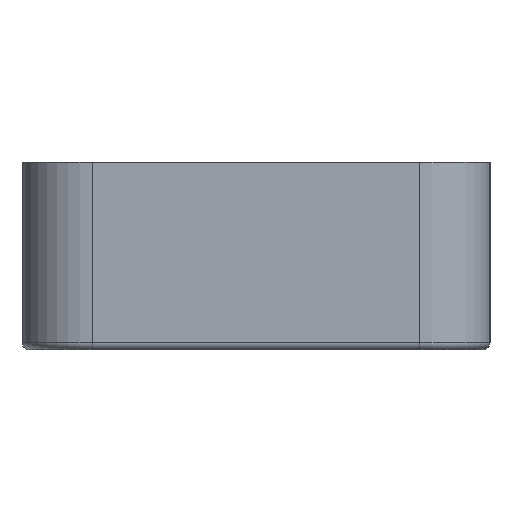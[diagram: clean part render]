
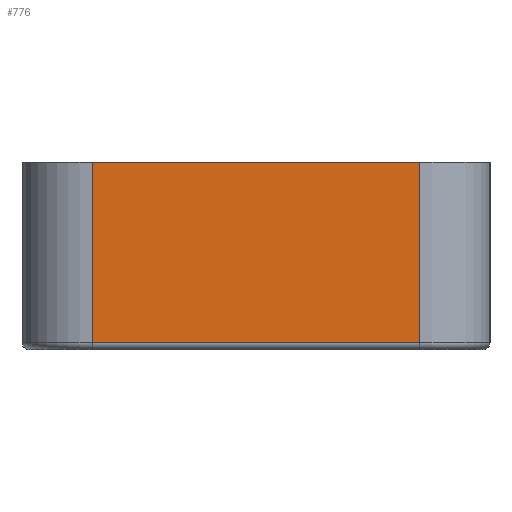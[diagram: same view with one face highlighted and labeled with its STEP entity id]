
A CAD part, left-side view. The second image highlights one B-rep face of the part: STEP entity #776.
In plain terms, the highlighted planar face has unit normal (-1, 0, 0).
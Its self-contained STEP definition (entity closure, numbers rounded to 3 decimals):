
#347 = CARTESIAN_POINT ( 'NONE',  ( -41.5, 17., 0.3 ) ) ;
#421 = LINE ( 'NONE', #3064, #2310 ) ;
#495 = CARTESIAN_POINT ( 'NONE',  ( -41.5, 17., 8. ) ) ;
#529 = VERTEX_POINT ( 'NONE', #1984 ) ;
#776 = ADVANCED_FACE ( 'NONE', ( #4358 ), #1765, .F. ) ;
#795 = DIRECTION ( 'NONE',  ( 0., -1., 0. ) ) ;
#1027 = VECTOR ( 'NONE', #1779, 1000. ) ;
#1132 = VECTOR ( 'NONE', #1157, 1000. ) ;
#1157 = DIRECTION ( 'NONE',  ( 0., 0., -1. ) ) ;
#1765 = PLANE ( 'NONE',  #3357 ) ;
#1779 = DIRECTION ( 'NONE',  ( 0., -1., 0. ) ) ;
#1984 = CARTESIAN_POINT ( 'NONE',  ( -41.5, 3., 8. ) ) ;
#2101 = CARTESIAN_POINT ( 'NONE',  ( -41.5, 17., 0.3 ) ) ;
#2135 = DIRECTION ( 'NONE',  ( 1., 0., 0. ) ) ;
#2310 = VECTOR ( 'NONE', #3899, 1000. ) ;
#2335 = ORIENTED_EDGE ( 'NONE', *, *, #4583, .T. ) ;
#2573 = CARTESIAN_POINT ( 'NONE',  ( -41.5, 17., 8. ) ) ;
#2612 = ORIENTED_EDGE ( 'NONE', *, *, #4180, .F. ) ;
#2739 = VERTEX_POINT ( 'NONE', #2573 ) ;
#2969 = EDGE_CURVE ( 'NONE', #2739, #529, #3884, .T. ) ;
#3064 = CARTESIAN_POINT ( 'NONE',  ( -41.5, 3., 8. ) ) ;
#3238 = CARTESIAN_POINT ( 'NONE',  ( -41.5, 17., 8. ) ) ;
#3357 = AXIS2_PLACEMENT_3D ( 'NONE', #495, #2135, #4686 ) ;
#3444 = CARTESIAN_POINT ( 'NONE',  ( -41.5, 17., 8. ) ) ;
#3577 = EDGE_CURVE ( 'NONE', #2739, #4101, #4325, .T. ) ;
#3737 = ORIENTED_EDGE ( 'NONE', *, *, #3577, .T. ) ;
#3884 = LINE ( 'NONE', #3444, #1027 ) ;
#3899 = DIRECTION ( 'NONE',  ( 0., 0., -1. ) ) ;
#3917 = VERTEX_POINT ( 'NONE', #4093 ) ;
#4061 = VECTOR ( 'NONE', #795, 1000. ) ;
#4093 = CARTESIAN_POINT ( 'NONE',  ( -41.5, 3., 0.3 ) ) ;
#4101 = VERTEX_POINT ( 'NONE', #2101 ) ;
#4180 = EDGE_CURVE ( 'NONE', #529, #3917, #421, .T. ) ;
#4241 = EDGE_LOOP ( 'NONE', ( #3737, #2335, #2612, #4779 ) ) ;
#4325 = LINE ( 'NONE', #3238, #1132 ) ;
#4358 = FACE_OUTER_BOUND ( 'NONE', #4241, .T. ) ;
#4583 = EDGE_CURVE ( 'NONE', #4101, #3917, #5122, .T. ) ;
#4686 = DIRECTION ( 'NONE',  ( 0., 1., 0. ) ) ;
#4779 = ORIENTED_EDGE ( 'NONE', *, *, #2969, .F. ) ;
#5122 = LINE ( 'NONE', #347, #4061 ) ;
